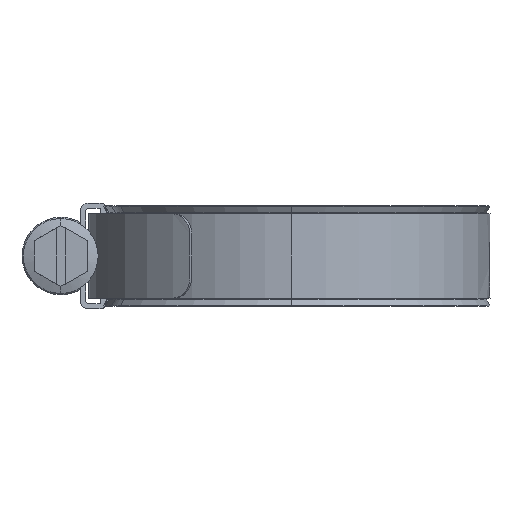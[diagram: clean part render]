
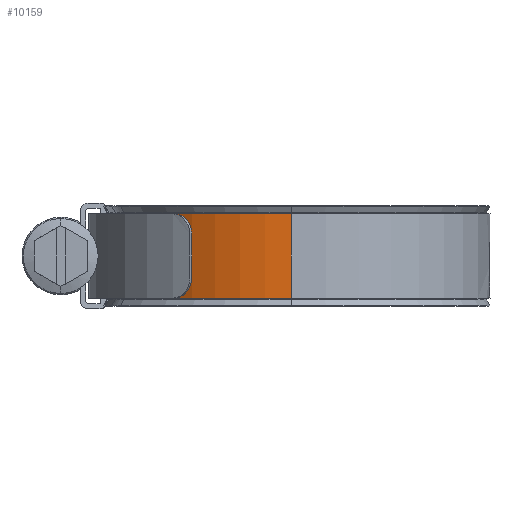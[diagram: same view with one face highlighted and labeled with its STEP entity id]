
A CAD part, left-side view. The second image highlights one B-rep face of the part: STEP entity #10159.
In plain terms, the highlighted cylindrical face has radius 30.03 mm (diameter 60.06 mm), a partial arc.
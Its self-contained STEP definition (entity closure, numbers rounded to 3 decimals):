
#1 = AXIS2_PLACEMENT_3D ( 'NONE', #10962, #8657, #2565 ) ;
#343 = ORIENTED_EDGE ( 'NONE', *, *, #7830, .T. ) ;
#729 = ORIENTED_EDGE ( 'NONE', *, *, #2714, .F. ) ;
#1066 = DIRECTION ( 'NONE',  ( 1., 0., 0. ) ) ;
#1673 = CARTESIAN_POINT ( 'NONE',  ( 0., 30.03, 6.35 ) ) ;
#1820 = CARTESIAN_POINT ( 'NONE',  ( 0., 30.03, -6.35 ) ) ;
#2314 = CARTESIAN_POINT ( 'NONE',  ( 0., 0., -6.35 ) ) ;
#2367 = EDGE_CURVE ( 'NONE', #11642, #10349, #3862, .T. ) ;
#2565 = DIRECTION ( 'NONE',  ( 1., 0., 0. ) ) ;
#2714 = EDGE_CURVE ( 'NONE', #11642, #6902, #5557, .T. ) ;
#3862 = LINE ( 'NONE', #1673, #10870 ) ;
#4091 = DIRECTION ( 'NONE',  ( -1., 0., 0. ) ) ;
#4756 = LINE ( 'NONE', #5019, #13334 ) ;
#5019 = CARTESIAN_POINT ( 'NONE',  ( -30.03, 0., 6.35 ) ) ;
#5068 = DIRECTION ( 'NONE',  ( 0., 0., -1. ) ) ;
#5557 = CIRCLE ( 'NONE', #1, 30.03 ) ;
#6082 = CARTESIAN_POINT ( 'NONE',  ( -30.03, 0., 6.35 ) ) ;
#6579 = AXIS2_PLACEMENT_3D ( 'NONE', #2314, #12964, #1066 ) ;
#6902 = VERTEX_POINT ( 'NONE', #6082 ) ;
#7194 = CYLINDRICAL_SURFACE ( 'NONE', #13705, 30.03 ) ;
#7830 = EDGE_CURVE ( 'NONE', #10349, #12287, #10815, .T. ) ;
#7895 = DIRECTION ( 'NONE',  ( 0., 0., -1. ) ) ;
#8161 = EDGE_LOOP ( 'NONE', ( #8994, #729, #12558, #343 ) ) ;
#8532 = EDGE_CURVE ( 'NONE', #6902, #12287, #4756, .T. ) ;
#8657 = DIRECTION ( 'NONE',  ( 0., 0., 1. ) ) ;
#8994 = ORIENTED_EDGE ( 'NONE', *, *, #8532, .F. ) ;
#10159 = ADVANCED_FACE ( 'NONE', ( #13600 ), #7194, .T. ) ;
#10349 = VERTEX_POINT ( 'NONE', #1820 ) ;
#10815 = CIRCLE ( 'NONE', #6579, 30.03 ) ;
#10870 = VECTOR ( 'NONE', #7895, 1000. ) ;
#10962 = CARTESIAN_POINT ( 'NONE',  ( 0., 0., 6.35 ) ) ;
#11540 = CARTESIAN_POINT ( 'NONE',  ( 0., 0., 6.35 ) ) ;
#11642 = VERTEX_POINT ( 'NONE', #12632 ) ;
#12142 = DIRECTION ( 'NONE',  ( 0., 0., -1. ) ) ;
#12287 = VERTEX_POINT ( 'NONE', #12611 ) ;
#12558 = ORIENTED_EDGE ( 'NONE', *, *, #2367, .T. ) ;
#12611 = CARTESIAN_POINT ( 'NONE',  ( -30.03, 0., -6.35 ) ) ;
#12632 = CARTESIAN_POINT ( 'NONE',  ( 0., 30.03, 6.35 ) ) ;
#12964 = DIRECTION ( 'NONE',  ( 0., 0., 1. ) ) ;
#13334 = VECTOR ( 'NONE', #12142, 1000. ) ;
#13600 = FACE_OUTER_BOUND ( 'NONE', #8161, .T. ) ;
#13705 = AXIS2_PLACEMENT_3D ( 'NONE', #11540, #5068, #4091 ) ;
